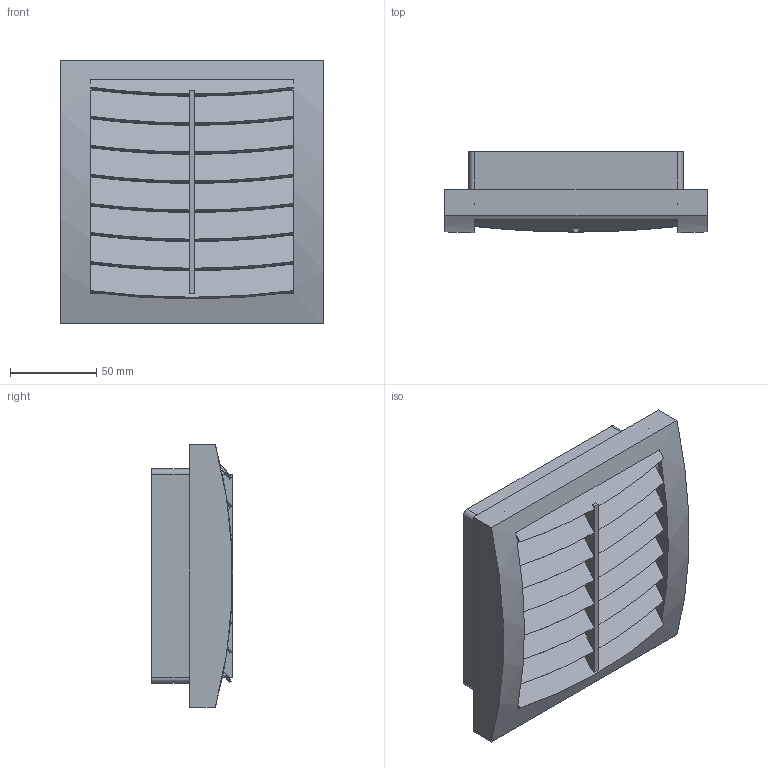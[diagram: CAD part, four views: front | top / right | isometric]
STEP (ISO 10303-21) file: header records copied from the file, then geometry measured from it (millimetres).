
FILE_DESCRIPTION (( 'STEP AP214' ), '1' );
FILE_NAME ('118810-30.STEP', '2019-08-05T12:56:24', ( '' ), ( '' ), 'SwSTEP 2.0', 'SolidWorks 2018', '' );
FILE_SCHEMA (( 'AUTOMOTIVE_DESIGN' ));
Length unit declared in the file: inch
Products named in the file (1): 118810-30
Bounding box: 152 x 47 x 152.01 mm (x, y, z)
Volume: 358155.7 mm3; surface area: 147659.3 mm2
Topology: 1 solids, 1 shells, 323 faces, 964 edges, 640 vertices
Faces by surface type: plane 175, cylinder 148
Entity records: 11240 total; most frequent: CARTESIAN_POINT 1934, ORIENTED_EDGE 1928, DIRECTION 1910, EDGE_CURVE 964, LINE 662, VECTOR 662, VERTEX_POINT 640, AXIS2_PLACEMENT_3D 624
